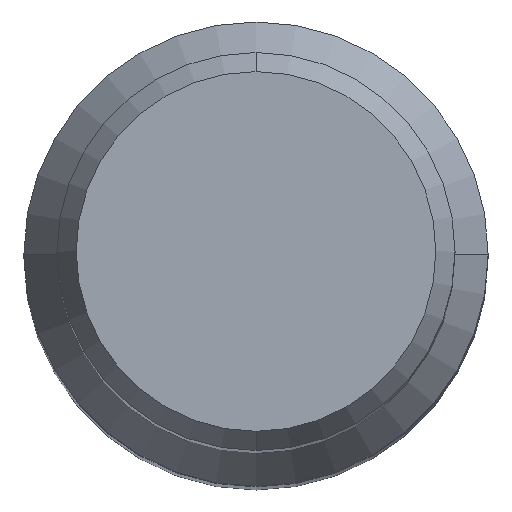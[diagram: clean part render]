
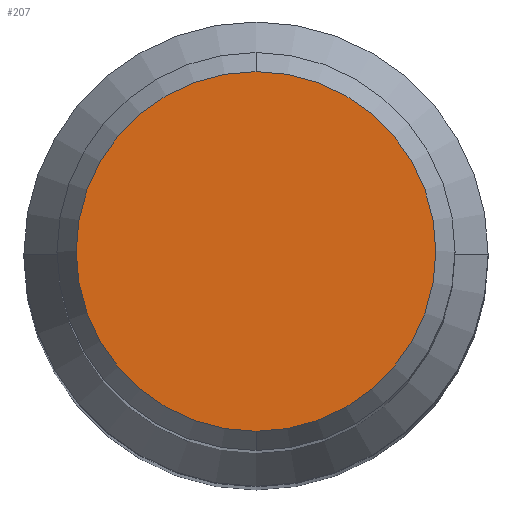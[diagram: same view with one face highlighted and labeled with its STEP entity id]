
A CAD part, top view. The second image highlights one B-rep face of the part: STEP entity #207.
In plain terms, the highlighted planar face has unit normal (0, 0, 1).
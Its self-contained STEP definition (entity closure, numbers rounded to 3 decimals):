
#207=ADVANCED_FACE('',(#567),#568,.T.);
#267=VERTEX_POINT('',#635);
#363=EDGE_CURVE('',#511,#267,#744,.T.);
#383=EDGE_CURVE('',#267,#511,#764,.T.);
#511=VERTEX_POINT('',#902);
#567=FACE_OUTER_BOUND('',#959,.T.);
#568=PLANE('',#960);
#635=CARTESIAN_POINT('',(0.,-5.423,0.0));
#744=CIRCLE('',#1304,5.423);
#764=CIRCLE('',#1350,5.423);
#902=CARTESIAN_POINT('',(0.0,5.423,0.0));
#959=EDGE_LOOP('',(#1733,#1734));
#960=AXIS2_PLACEMENT_3D('',#1735,#1736,#1737);
#1304=AXIS2_PLACEMENT_3D('',#1950,#1951,#1952);
#1350=AXIS2_PLACEMENT_3D('',#1960,#1961,#1962);
#1733=ORIENTED_EDGE('',*,*,#363,.F.);
#1734=ORIENTED_EDGE('',*,*,#383,.F.);
#1735=CARTESIAN_POINT('',(0.0,2.711,0.0));
#1736=DIRECTION('',(-0.0,0.0,1.0));
#1737=DIRECTION('',(0.0,-1.0,0.0));
#1950=CARTESIAN_POINT('',(0.0,0.0,0.0));
#1951=DIRECTION('',(0.0,0.0,-1.0));
#1952=DIRECTION('',(0.0,1.0,0.0));
#1960=CARTESIAN_POINT('',(0.0,0.0,0.0));
#1961=DIRECTION('',(0.0,0.0,-1.0));
#1962=DIRECTION('',(0.0,1.0,0.0));
